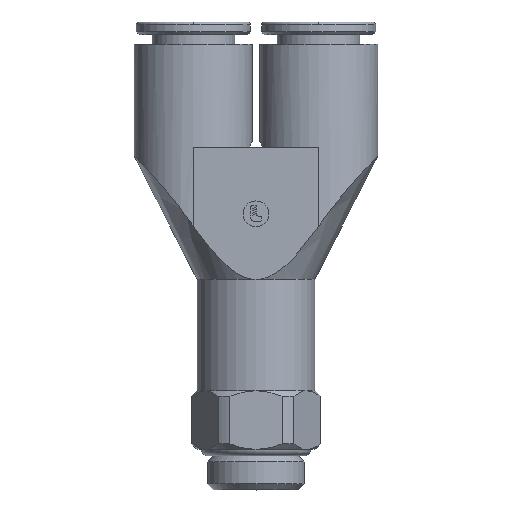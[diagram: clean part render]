
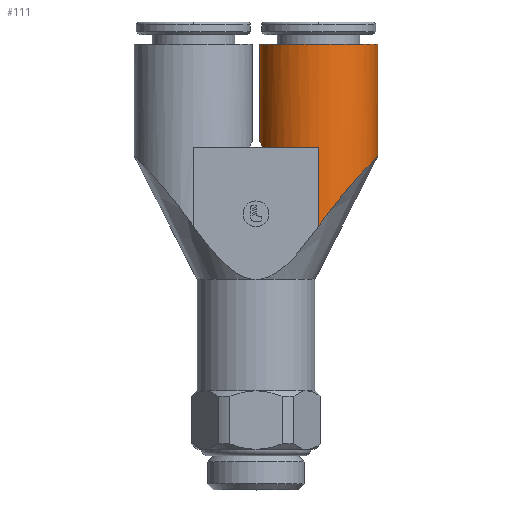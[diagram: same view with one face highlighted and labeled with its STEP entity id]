
A CAD part, top view. The second image highlights one B-rep face of the part: STEP entity #111.
In plain terms, the highlighted cylindrical face has radius 8 mm (diameter 16 mm), a partial arc.
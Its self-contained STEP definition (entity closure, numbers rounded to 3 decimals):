
#111=ADVANCED_FACE('',(#298),#299,.T.);
#298=FACE_OUTER_BOUND('',#546,.T.);
#299=CYLINDRICAL_SURFACE('',#547,8.0);
#546=EDGE_LOOP('',(#1192,#1193,#1194,#1195,#1196,#1197,#1198));
#547=AXIS2_PLACEMENT_3D('',#1199,#1200,#1201);
#1192=ORIENTED_EDGE('',*,*,#1697,.T.);
#1193=ORIENTED_EDGE('',*,*,#1822,.F.);
#1194=ORIENTED_EDGE('',*,*,#1701,.T.);
#1195=ORIENTED_EDGE('',*,*,#1802,.T.);
#1196=ORIENTED_EDGE('',*,*,#1823,.F.);
#1197=ORIENTED_EDGE('',*,*,#1824,.F.);
#1198=ORIENTED_EDGE('',*,*,#1825,.T.);
#1199=CARTESIAN_POINT('',(8.5,44.538,0.0));
#1200=DIRECTION('',(-0.0,1.0,0.0));
#1201=DIRECTION('',(1.0,0.0,0.0));
#1697=EDGE_CURVE('',#1910,#2064,#2065,.T.);
#1701=EDGE_CURVE('',#2072,#2070,#2073,.T.);
#1802=EDGE_CURVE('',#2070,#2243,#2245,.T.);
#1822=EDGE_CURVE('',#2072,#2064,#2271,.T.);
#1823=EDGE_CURVE('',#2272,#2243,#2273,.T.);
#1824=EDGE_CURVE('',#2274,#2272,#2275,.T.);
#1825=EDGE_CURVE('',#2274,#1910,#2276,.T.);
#1910=VERTEX_POINT('',#2394);
#2064=VERTEX_POINT('',#2776);
#2065=LINE('',#2777,#2778);
#2070=VERTEX_POINT('',#2784);
#2072=VERTEX_POINT('',#2831);
#2073=LINE('',#2832,#2833);
#2243=VERTEX_POINT('',#3107);
#2245=B_SPLINE_CURVE_WITH_KNOTS('',3,(#3109,#3110,#3111,#3112,#3113,#3114,#3115,#3116,#3117,#3118,#3119,#3120,#3121,#3122,#3123,#3124,#3125,#3126,#3127,#3128,#3129,#3130,#3131,#3132,#3133,#3134,#3135,#3136,#3137,#3138,#3139,#3140,#3141,#3142,#3143,#3144,#3145,#3146,#3147,#3148,#3149,#3150,#3151,#3152,#3153,#3154),.UNSPECIFIED.,.F.,.F.,(4,2,2,2,2,2,2,2,2,2,2,2,2,2,2,2,2,2,2,2,2,2,4),(0.0,1.73,3.459,5.575,7.69,9.805,10.862,11.92,12.775,13.631,14.486,15.341,16.197,17.052,17.907,18.763,19.82,20.878,22.993,25.108,27.223,28.953,30.683),.UNSPECIFIED.);
#2271=CIRCLE('',#3180,8.0);
#2272=VERTEX_POINT('',#3181);
#2273=CIRCLE('',#3182,8.0);
#2274=VERTEX_POINT('',#3183);
#2275=LINE('',#3184,#3185);
#2276=B_SPLINE_CURVE_WITH_KNOTS('',3,(#3186,#3187,#3188,#3189,#3190,#3191,#3192,#3193,#3194,#3195,#3196,#3197,#3198,#3199,#3200,#3201,#3202,#3203,#3204,#3205,#3206,#3207,#3208,#3209,#3210,#3211,#3212,#3213,#3214,#3215,#3216,#3217,#3218,#3219,#3220,#3221,#3222,#3223,#3224,#3225,#3226,#3227),.UNSPECIFIED.,.F.,.F.,(4,2,2,2,2,2,2,2,2,2,2,2,2,2,2,2,2,2,2,2,4),(7.487,11.231,14.974,16.414,17.854,19.294,20.734,21.744,22.754,23.764,24.775,25.785,26.795,27.805,28.815,30.255,31.695,33.135,34.575,38.318,42.062),.UNSPECIFIED.);
#2394=CARTESIAN_POINT('',(16.5,45.26,0.0));
#2776=CARTESIAN_POINT('',(16.5,60.5,0.0));
#2777=CARTESIAN_POINT('',(16.5,44.538,0.));
#2778=VECTOR('',#3801,1.0);
#2784=CARTESIAN_POINT('',(0.5,47.374,0.));
#2831=CARTESIAN_POINT('',(0.5,60.5,0.));
#2832=CARTESIAN_POINT('',(0.5,44.538,0.));
#2833=VECTOR('',#3806,1.0);
#3107=CARTESIAN_POINT('',(0.902,46.53,2.503));
#3109=CARTESIAN_POINT('',(2.144,34.102,-4.858));
#3110=CARTESIAN_POINT('',(2.176,34.676,-4.899));
#3111=CARTESIAN_POINT('',(2.205,35.309,-4.937));
#3112=CARTESIAN_POINT('',(2.245,36.575,-4.987));
#3113=CARTESIAN_POINT('',(2.255,37.209,-5.0));
#3114=CARTESIAN_POINT('',(2.255,38.49,-5.0));
#3115=CARTESIAN_POINT('',(2.24,39.229,-4.982));
#3116=CARTESIAN_POINT('',(2.164,40.714,-4.884));
#3117=CARTESIAN_POINT('',(2.102,41.461,-4.805));
#3118=CARTESIAN_POINT('',(1.916,42.907,-4.548));
#3119=CARTESIAN_POINT('',(1.793,43.605,-4.37));
#3120=CARTESIAN_POINT('',(1.564,44.572,-3.989));
#3121=CARTESIAN_POINT('',(1.481,44.88,-3.843));
#3122=CARTESIAN_POINT('',(1.305,45.464,-3.502));
#3123=CARTESIAN_POINT('',(1.211,45.738,-3.307));
#3124=CARTESIAN_POINT('',(1.041,46.196,-2.898));
#3125=CARTESIAN_POINT('',(0.961,46.392,-2.689));
#3126=CARTESIAN_POINT('',(0.812,46.738,-2.226));
#3127=CARTESIAN_POINT('',(0.742,46.889,-1.973));
#3128=CARTESIAN_POINT('',(0.625,47.131,-1.437));
#3129=CARTESIAN_POINT('',(0.578,47.223,-1.153));
#3130=CARTESIAN_POINT('',(0.516,47.345,-0.578));
#3131=CARTESIAN_POINT('',(0.5,47.374,-0.285));
#3132=CARTESIAN_POINT('',(0.5,47.374,0.285));
#3133=CARTESIAN_POINT('',(0.516,47.345,0.578));
#3134=CARTESIAN_POINT('',(0.578,47.223,1.153));
#3135=CARTESIAN_POINT('',(0.625,47.131,1.437));
#3136=CARTESIAN_POINT('',(0.742,46.889,1.973));
#3137=CARTESIAN_POINT('',(0.812,46.738,2.226));
#3138=CARTESIAN_POINT('',(0.961,46.392,2.689));
#3139=CARTESIAN_POINT('',(1.041,46.196,2.898));
#3140=CARTESIAN_POINT('',(1.211,45.738,3.307));
#3141=CARTESIAN_POINT('',(1.305,45.464,3.502));
#3142=CARTESIAN_POINT('',(1.481,44.88,3.843));
#3143=CARTESIAN_POINT('',(1.564,44.572,3.989));
#3144=CARTESIAN_POINT('',(1.793,43.605,4.37));
#3145=CARTESIAN_POINT('',(1.916,42.907,4.548));
#3146=CARTESIAN_POINT('',(2.102,41.461,4.805));
#3147=CARTESIAN_POINT('',(2.164,40.714,4.884));
#3148=CARTESIAN_POINT('',(2.24,39.229,4.982));
#3149=CARTESIAN_POINT('',(2.255,38.49,5.0));
#3150=CARTESIAN_POINT('',(2.255,37.209,5.0));
#3151=CARTESIAN_POINT('',(2.245,36.575,4.987));
#3152=CARTESIAN_POINT('',(2.205,35.309,4.937));
#3153=CARTESIAN_POINT('',(2.176,34.676,4.899));
#3154=CARTESIAN_POINT('',(2.144,34.102,4.858));
#3180=AXIS2_PLACEMENT_3D('',#4043,#4044,#4045);
#3181=CARTESIAN_POINT('',(8.5,46.53,8.0));
#3182=AXIS2_PLACEMENT_3D('',#4046,#4047,#4048);
#3183=CARTESIAN_POINT('',(8.5,35.784,8.0));
#3184=CARTESIAN_POINT('',(8.5,37.553,8.0));
#3185=VECTOR('',#4049,1.0);
#3186=CARTESIAN_POINT('',(7.512,34.325,7.939));
#3187=CARTESIAN_POINT('',(8.241,35.439,8.03));
#3188=CARTESIAN_POINT('',(9.011,36.526,8.023));
#3189=CARTESIAN_POINT('',(10.571,38.596,7.768));
#3190=CARTESIAN_POINT('',(11.361,39.578,7.52));
#3191=CARTESIAN_POINT('',(12.419,40.833,6.982));
#3192=CARTESIAN_POINT('',(12.726,41.189,6.803));
#3193=CARTESIAN_POINT('',(13.338,41.889,6.382));
#3194=CARTESIAN_POINT('',(13.645,42.233,6.139));
#3195=CARTESIAN_POINT('',(14.235,42.884,5.592));
#3196=CARTESIAN_POINT('',(14.519,43.191,5.287));
#3197=CARTESIAN_POINT('',(15.041,43.751,4.625));
#3198=CARTESIAN_POINT('',(15.28,44.003,4.268));
#3199=CARTESIAN_POINT('',(15.634,44.373,3.632));
#3200=CARTESIAN_POINT('',(15.775,44.519,3.344));
#3201=CARTESIAN_POINT('',(16.027,44.778,2.73));
#3202=CARTESIAN_POINT('',(16.138,44.892,2.404));
#3203=CARTESIAN_POINT('',(16.318,45.076,1.73));
#3204=CARTESIAN_POINT('',(16.388,45.146,1.382));
#3205=CARTESIAN_POINT('',(16.478,45.238,0.685));
#3206=CARTESIAN_POINT('',(16.5,45.26,0.337));
#3207=CARTESIAN_POINT('',(16.5,45.26,-0.337));
#3208=CARTESIAN_POINT('',(16.478,45.238,-0.685));
#3209=CARTESIAN_POINT('',(16.388,45.146,-1.382));
#3210=CARTESIAN_POINT('',(16.318,45.076,-1.73));
#3211=CARTESIAN_POINT('',(16.138,44.892,-2.404));
#3212=CARTESIAN_POINT('',(16.027,44.778,-2.73));
#3213=CARTESIAN_POINT('',(15.775,44.519,-3.344));
#3214=CARTESIAN_POINT('',(15.634,44.373,-3.632));
#3215=CARTESIAN_POINT('',(15.28,44.003,-4.268));
#3216=CARTESIAN_POINT('',(15.041,43.751,-4.625));
#3217=CARTESIAN_POINT('',(14.519,43.191,-5.287));
#3218=CARTESIAN_POINT('',(14.235,42.884,-5.592));
#3219=CARTESIAN_POINT('',(13.645,42.233,-6.139));
#3220=CARTESIAN_POINT('',(13.338,41.889,-6.382));
#3221=CARTESIAN_POINT('',(12.726,41.189,-6.803));
#3222=CARTESIAN_POINT('',(12.419,40.833,-6.982));
#3223=CARTESIAN_POINT('',(11.361,39.578,-7.52));
#3224=CARTESIAN_POINT('',(10.571,38.596,-7.768));
#3225=CARTESIAN_POINT('',(9.011,36.526,-8.023));
#3226=CARTESIAN_POINT('',(8.241,35.439,-8.03));
#3227=CARTESIAN_POINT('',(7.512,34.325,-7.939));
#3801=DIRECTION('',(0.0,1.0,0.0));
#3806=DIRECTION('',(-0.0,-1.0,-0.0));
#4043=CARTESIAN_POINT('',(8.5,60.5,0.0));
#4044=DIRECTION('',(-0.0,1.0,0.0));
#4045=DIRECTION('',(1.0,0.0,0.0));
#4046=CARTESIAN_POINT('',(8.5,46.53,0.0));
#4047=DIRECTION('',(0.0,-1.0,-0.0));
#4048=DIRECTION('',(1.0,0.0,0.0));
#4049=DIRECTION('',(0.0,1.0,0.0));
